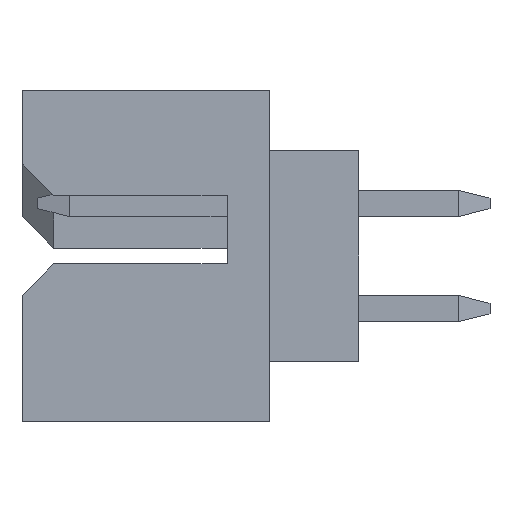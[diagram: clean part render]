
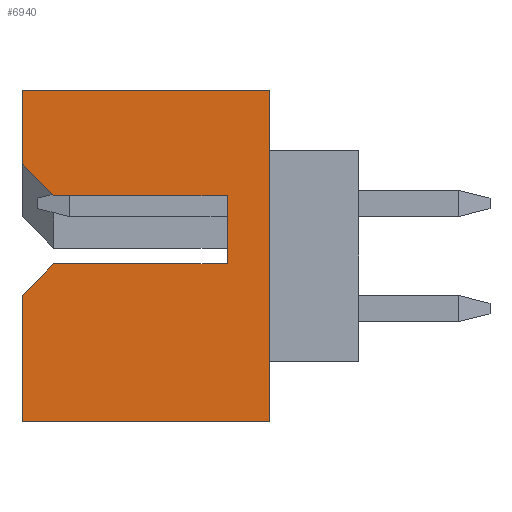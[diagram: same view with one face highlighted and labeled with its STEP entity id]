
A CAD part, left-side view. The second image highlights one B-rep face of the part: STEP entity #6940.
In plain terms, the highlighted planar face has unit normal (-1, 0, 0).
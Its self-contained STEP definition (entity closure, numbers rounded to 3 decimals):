
#84=FACE_OUTER_BOUND('',#485,.T.);
#485=EDGE_LOOP('',(#4540,#4541,#4542,#4543,#4544,#4545,#4546,#4547,#4548,
#4549));
#914=LINE('',#9613,#1910);
#918=LINE('',#9622,#1914);
#919=LINE('',#9623,#1915);
#920=LINE('',#9625,#1916);
#921=LINE('',#9627,#1917);
#922=LINE('',#9629,#1918);
#923=LINE('',#9631,#1919);
#924=LINE('',#9633,#1920);
#925=LINE('',#9635,#1921);
#926=LINE('',#9636,#1922);
#1910=VECTOR('',#7773,4.7);
#1914=VECTOR('',#7779,0.849);
#1915=VECTOR('',#7780,2.4);
#1916=VECTOR('',#7781,6.3);
#1917=VECTOR('',#7782,4.7);
#1918=VECTOR('',#7783,1.4);
#1919=VECTOR('',#7784,0.849);
#1920=VECTOR('',#7785,3.3);
#1921=VECTOR('',#7786,1.3);
#1922=VECTOR('',#7787,3.3);
#2906=VERTEX_POINT('',#9611);
#2907=VERTEX_POINT('',#9612);
#2910=VERTEX_POINT('',#9620);
#2911=VERTEX_POINT('',#9621);
#2912=VERTEX_POINT('',#9624);
#2913=VERTEX_POINT('',#9626);
#2914=VERTEX_POINT('',#9628);
#2915=VERTEX_POINT('',#9630);
#2916=VERTEX_POINT('',#9632);
#2917=VERTEX_POINT('',#9634);
#3534=EDGE_CURVE('',#2906,#2907,#914,.T.);
#3538=EDGE_CURVE('',#2910,#2911,#918,.T.);
#3539=EDGE_CURVE('',#2906,#2911,#919,.T.);
#3540=EDGE_CURVE('',#2907,#2912,#920,.T.);
#3541=EDGE_CURVE('',#2913,#2912,#921,.T.);
#3542=EDGE_CURVE('',#2914,#2913,#922,.T.);
#3543=EDGE_CURVE('',#2914,#2915,#923,.T.);
#3544=EDGE_CURVE('',#2915,#2916,#924,.T.);
#3545=EDGE_CURVE('',#2916,#2917,#925,.T.);
#3546=EDGE_CURVE('',#2910,#2917,#926,.T.);
#4540=ORIENTED_EDGE('',*,*,#3538,.T.);
#4541=ORIENTED_EDGE('',*,*,#3539,.F.);
#4542=ORIENTED_EDGE('',*,*,#3534,.T.);
#4543=ORIENTED_EDGE('',*,*,#3540,.T.);
#4544=ORIENTED_EDGE('',*,*,#3541,.F.);
#4545=ORIENTED_EDGE('',*,*,#3542,.F.);
#4546=ORIENTED_EDGE('',*,*,#3543,.T.);
#4547=ORIENTED_EDGE('',*,*,#3544,.T.);
#4548=ORIENTED_EDGE('',*,*,#3545,.T.);
#4549=ORIENTED_EDGE('',*,*,#3546,.F.);
#6541=PLANE('',#7349);
#6940=ADVANCED_FACE('',(#84),#6541,.T.);
#7349=AXIS2_PLACEMENT_3D('',#9619,#7777,#7778);
#7773=DIRECTION('',(0.,-1.,0.));
#7777=DIRECTION('center_axis',(-1.,0.,0.));
#7778=DIRECTION('ref_axis',(0.,-1.,0.));
#7779=DIRECTION('',(0.,0.707,-0.707));
#7780=DIRECTION('',(0.,0.,1.));
#7781=DIRECTION('',(0.,0.,1.));
#7782=DIRECTION('',(0.,-1.,0.));
#7783=DIRECTION('',(0.,0.,1.));
#7784=DIRECTION('',(0.,-0.707,-0.707));
#7785=DIRECTION('',(0.,-1.,0.));
#7786=DIRECTION('',(0.,0.,-1.));
#7787=DIRECTION('',(0.,-1.,0.));
#9611=CARTESIAN_POINT('',(-8.325,3.2,-3.15));
#9612=CARTESIAN_POINT('',(-8.325,-1.5,-3.15));
#9613=CARTESIAN_POINT('',(-8.325,3.2,-3.15));
#9619=CARTESIAN_POINT('Origin',(-8.325,3.2,-3.15));
#9620=CARTESIAN_POINT('',(-8.325,2.6,-0.15));
#9621=CARTESIAN_POINT('',(-8.325,3.2,-0.75));
#9622=CARTESIAN_POINT('',(-8.325,2.6,-0.15));
#9623=CARTESIAN_POINT('',(-8.325,3.2,-3.15));
#9624=CARTESIAN_POINT('',(-8.325,-1.5,3.15));
#9625=CARTESIAN_POINT('',(-8.325,-1.5,-3.15));
#9626=CARTESIAN_POINT('',(-8.325,3.2,3.15));
#9627=CARTESIAN_POINT('',(-8.325,3.2,3.15));
#9628=CARTESIAN_POINT('',(-8.325,3.2,1.75));
#9629=CARTESIAN_POINT('',(-8.325,3.2,1.75));
#9630=CARTESIAN_POINT('',(-8.325,2.6,1.15));
#9631=CARTESIAN_POINT('',(-8.325,3.2,1.75));
#9632=CARTESIAN_POINT('',(-8.325,-0.7,1.15));
#9633=CARTESIAN_POINT('',(-8.325,2.6,1.15));
#9634=CARTESIAN_POINT('',(-8.325,-0.7,-0.15));
#9635=CARTESIAN_POINT('',(-8.325,-0.7,1.15));
#9636=CARTESIAN_POINT('',(-8.325,2.6,-0.15));
